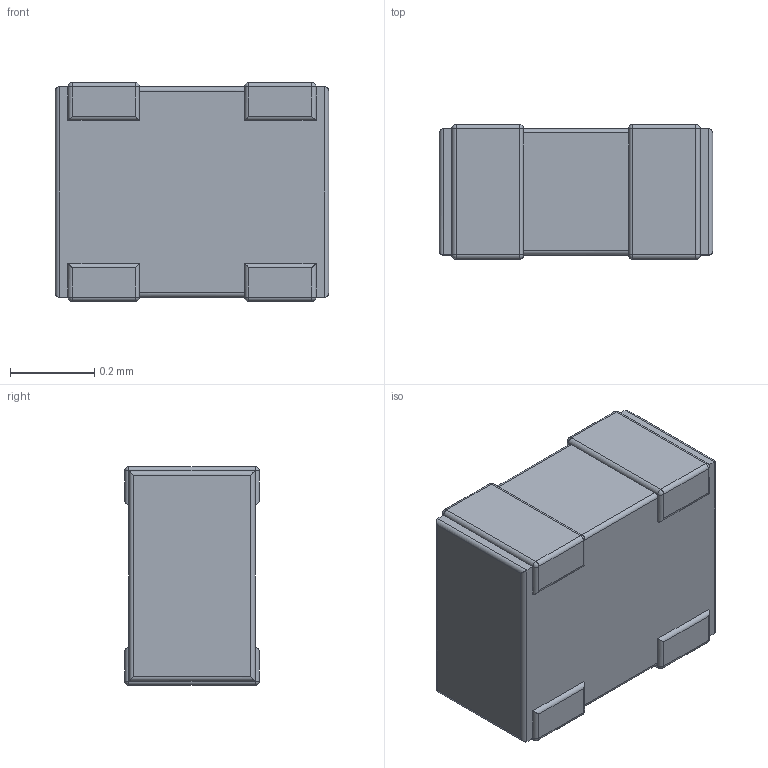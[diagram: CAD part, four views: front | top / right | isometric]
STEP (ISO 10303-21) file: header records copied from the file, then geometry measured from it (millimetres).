
FILE_DESCRIPTION (( 'STEP AP214' ), '1' );
FILE_NAME ('common mode filter 0605.STEP', '2024-02-06T15:45:50', ( '' ), ( '' ), 'SwSTEP 2.0', 'SolidWorks 2021', '' );
FILE_SCHEMA (( 'AUTOMOTIVE_DESIGN' ));
Length unit declared in the file: millimetre
Products named in the file (1): common mode filter 0605
Bounding box: 0.65 x 0.32 x 0.52 mm (x, y, z)
Volume: 0.1 mm3; surface area: 1.4 mm2
Topology: 1 solids, 1 shells, 91 faces, 225 edges, 120 vertices
Faces by surface type: cylinder 53, plane 22, sphere 16
Entity records: 3502 total; most frequent: CARTESIAN_POINT 661, ORIENTED_EDGE 418, DIRECTION 393, EDGE_CURVE 209, AXIS2_PLACEMENT_3D 140, VERTEX_POINT 120, VECTOR 113, LINE 113
